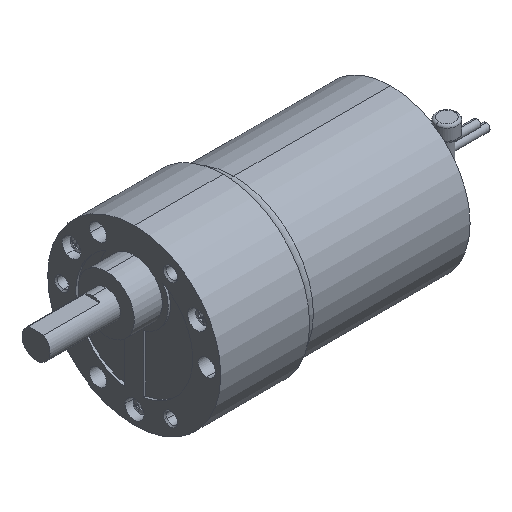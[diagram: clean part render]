
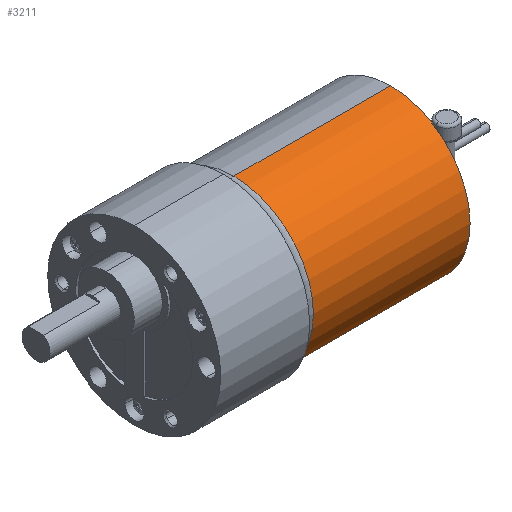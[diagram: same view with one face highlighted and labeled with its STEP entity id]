
A CAD part, isometric view. The second image highlights one B-rep face of the part: STEP entity #3211.
In plain terms, the highlighted cylindrical face has radius 17 mm (diameter 34 mm), a partial arc.
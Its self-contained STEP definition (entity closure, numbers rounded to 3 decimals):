
#2970=CARTESIAN_POINT('POINT9339',(21.3,0.,
   10.));
#2971=VERTEX_POINT('VERTEX9339',#2970);
#2980=CARTESIAN_POINT('POINT9340',(21.3,0.,
   -24.));
#2981=VERTEX_POINT('VERTEX9340',#2980);
#2989=CARTESIAN_POINT('POS13463',(21.3,0.,-7.));
#2990=DIRECTION('DIR21033',(-1.,0.,0.));
#2991=DIRECTION('DIR21034',(0.,0.,1.));
#2992=AXIS2_PLACEMENT_3D('AXIS7571',#2989,#2990,#2991);
#2993=CIRCLE('ELLIPSE3637',#2992,17.);
#2994=EDGE_CURVE('EDGE14981',#2981,#2971,#2993,.T.);
#3180=CARTESIAN_POINT('POINT9352',(54.8,0.,
   10.));
#3181=VERTEX_POINT('VERTEX9352',#3180);
#3182=CARTESIAN_POINT('POS13483',(38.05,0.,
   10.));
#3183=DIRECTION('DIR21071',(-1.,0.,0.));
#3184=VECTOR('VEC5895',#3183,1.);
#3185=LINE('STRAIGHT5895',#3182,#3184);
#3186=EDGE_CURVE('EDGE14999',#3181,#2971,#3185,.T.);
#3187=ORIENTED_EDGE('COEDGE30001',*,*,#3186,.T.);
#3188=ORIENTED_EDGE('COEDGE30002',*,*,#2994,.F.);
#3189=CARTESIAN_POINT('POINT9353',(54.8,0.,
   -24.));
#3190=VERTEX_POINT('VERTEX9353',#3189);
#3191=CARTESIAN_POINT('POS13484',(38.05,0.,
   -24.));
#3192=DIRECTION('DIR21072',(1.,0.,0.));
#3193=VECTOR('VEC5896',#3192,1.);
#3194=LINE('STRAIGHT5896',#3191,#3193);
#3195=EDGE_CURVE('EDGE15000',#2981,#3190,#3194,.T.);
#3196=ORIENTED_EDGE('COEDGE30003',*,*,#3195,.T.);
#3197=CARTESIAN_POINT('POS13485',(54.8,0.,-7.));
#3198=DIRECTION('DIR21073',(-1.,0.,0.));
#3199=DIRECTION('DIR21074',(0.,0.,1.));
#3200=AXIS2_PLACEMENT_3D('AXIS7589',#3197,#3198,#3199);
#3201=CIRCLE('ELLIPSE3650',#3200,17.);
#3202=EDGE_CURVE('EDGE15001',#3190,#3181,#3201,.T.);
#3203=ORIENTED_EDGE('COEDGE30004',*,*,#3202,.T.);
#3204=EDGE_LOOP('NONE',(#3187,#3188,#3196,#3203));
#3205=FACE_BOUND('LOOP1',#3204,.T.);
#3206=CARTESIAN_POINT('POS13486',(38.05,0.,-7.));
#3207=DIRECTION('DIR21075',(-1.,0.,0.));
#3208=DIRECTION('DIR21076',(0.,0.,1.));
#3209=AXIS2_PLACEMENT_3D('AXIS7590',#3206,#3207,#3208);
#3210=CYLINDRICAL_SURFACE('CONE_SURF1553',#3209,17.);
#3211=ADVANCED_FACE('FACE6732',(#3205),#3210,.T.);
